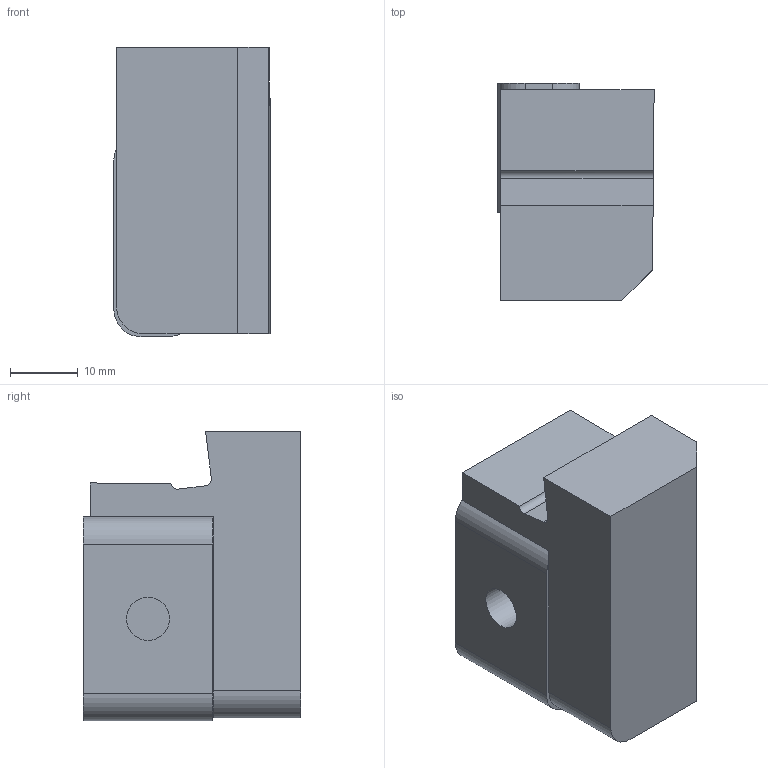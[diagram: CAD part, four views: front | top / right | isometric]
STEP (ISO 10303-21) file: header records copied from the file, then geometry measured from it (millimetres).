
FILE_DESCRIPTION(/* description */ (''),/* implementation_level */ '2;1');
FILE_NAME(/* name */ '1591251103232.stp',/* time_stamp */ '2020-06-04T11:42:12+05:00',/* author */ (''),/* organization */ ('SMS'),/* preprocessor_version */ 'ST-DEVELOPER v16.7',/* originating_system */ 'SIEMENS PLM Software NX 12.0',/* authorisation */ '');
FILE_SCHEMA (('AUTOMOTIVE_DESIGN { 1 0 10303 214 3 1 1 1 }'));
Length unit declared in the file: millimetre
Products named in the file (4): ASSEMBLY_CONSTRUCTION; 203022525mod000_00; 203025299mod000_00; 203025298mod000_00
Assembly tree (3 placements, depth 2):
  203025298mod000_00
    203025299mod000_00
    203022525mod000_00
    ASSEMBLY_CONSTRUCTION
Bounding box: 23 x 32 x 42.6 mm (x, y, z)
Volume: 25830.2 mm3; surface area: 7838.9 mm2
Topology: 2 solids, 2 shells, 27 faces, 71 edges, 55 vertices
Faces by surface type: plane 19, cylinder 8
Full cylindrical faces by diameter (mm): 6.35 x1
Entity records: 1094 total; most frequent: CARTESIAN_POINT 239, DIRECTION 158, ORIENTED_EDGE 136, EDGE_CURVE 68, AXIS2_PLACEMENT_3D 53, LINE 52, VECTOR 52, VERTEX_POINT 46
